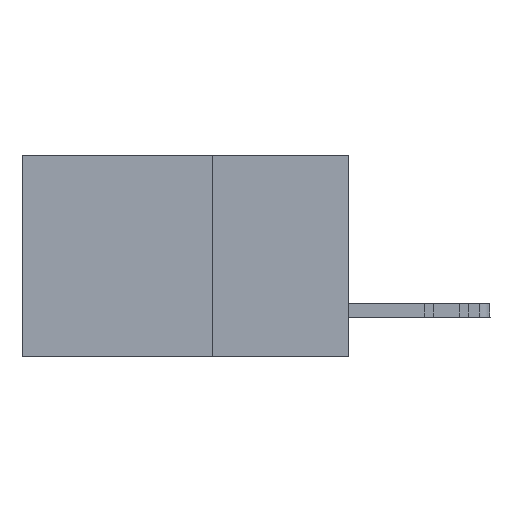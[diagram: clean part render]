
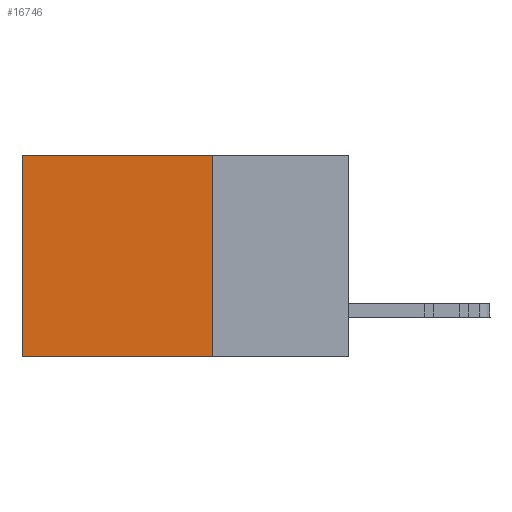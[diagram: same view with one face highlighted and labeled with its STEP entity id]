
A CAD part, left-side view. The second image highlights one B-rep face of the part: STEP entity #16746.
In plain terms, the highlighted planar face has unit normal (-1, 0, 0).
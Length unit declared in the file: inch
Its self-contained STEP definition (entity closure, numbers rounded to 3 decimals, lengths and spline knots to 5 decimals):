
#158 = LINE ( 'NONE', #18198, #18122 ) ;
#1222 = ORIENTED_EDGE ( 'NONE', *, *, #27217, .T. ) ;
#3567 = DIRECTION ( 'NONE',  ( 0., 1., 0. ) ) ;
#3775 = ORIENTED_EDGE ( 'NONE', *, *, #11175, .F. ) ;
#5018 = CARTESIAN_POINT ( 'NONE',  ( 0.298, 0.25, 0. ) ) ;
#5205 = DIRECTION ( 'NONE',  ( 0., 0., -1. ) ) ;
#5232 = DIRECTION ( 'NONE',  ( 0., 0., -1. ) ) ;
#6250 = DIRECTION ( 'NONE',  ( 1., 0., 0. ) ) ;
#6818 = CARTESIAN_POINT ( 'NONE',  ( 0.298, 0.6, -0.37 ) ) ;
#7312 = CARTESIAN_POINT ( 'NONE',  ( 0.298, 0.25, 0. ) ) ;
#9386 = VECTOR ( 'NONE', #25770, 39.37008 ) ;
#9737 = VERTEX_POINT ( 'NONE', #18862 ) ;
#10462 = LINE ( 'NONE', #5018, #27067 ) ;
#10888 = AXIS2_PLACEMENT_3D ( 'NONE', #23695, #6250, #25768 ) ;
#11175 = EDGE_CURVE ( 'NONE', #16238, #9737, #10462, .T. ) ;
#11204 = ORIENTED_EDGE ( 'NONE', *, *, #25912, .F. ) ;
#12645 = VERTEX_POINT ( 'NONE', #6818 ) ;
#13760 = CARTESIAN_POINT ( 'NONE',  ( 0.298, 0.6, 0. ) ) ;
#14313 = FACE_OUTER_BOUND ( 'NONE', #19969, .T. ) ;
#16238 = VERTEX_POINT ( 'NONE', #7312 ) ;
#16746 = ADVANCED_FACE ( 'NONE', ( #14313 ), #19257, .F. ) ;
#16964 = CARTESIAN_POINT ( 'NONE',  ( 0.298, 0.25, -0.37 ) ) ;
#17520 = LINE ( 'NONE', #16964, #9386 ) ;
#17570 = LINE ( 'NONE', #25267, #18969 ) ;
#18122 = VECTOR ( 'NONE', #5232, 39.37008 ) ;
#18198 = CARTESIAN_POINT ( 'NONE',  ( 0.298, 0.6, 0. ) ) ;
#18253 = EDGE_CURVE ( 'NONE', #16238, #22009, #17570, .T. ) ;
#18862 = CARTESIAN_POINT ( 'NONE',  ( 0.298, 0.25, -0.37 ) ) ;
#18969 = VECTOR ( 'NONE', #3567, 39.37008 ) ;
#19257 = PLANE ( 'NONE',  #10888 ) ;
#19969 = EDGE_LOOP ( 'NONE', ( #1222, #11204, #3775, #20976 ) ) ;
#20976 = ORIENTED_EDGE ( 'NONE', *, *, #18253, .T. ) ;
#22009 = VERTEX_POINT ( 'NONE', #13760 ) ;
#23695 = CARTESIAN_POINT ( 'NONE',  ( 0.298, 0.25, 0. ) ) ;
#25267 = CARTESIAN_POINT ( 'NONE',  ( 0.298, 0.25, 0. ) ) ;
#25768 = DIRECTION ( 'NONE',  ( 0., 0., -1. ) ) ;
#25770 = DIRECTION ( 'NONE',  ( 0., 1., 0. ) ) ;
#25912 = EDGE_CURVE ( 'NONE', #9737, #12645, #17520, .T. ) ;
#27067 = VECTOR ( 'NONE', #5205, 39.37008 ) ;
#27217 = EDGE_CURVE ( 'NONE', #22009, #12645, #158, .T. ) ;
